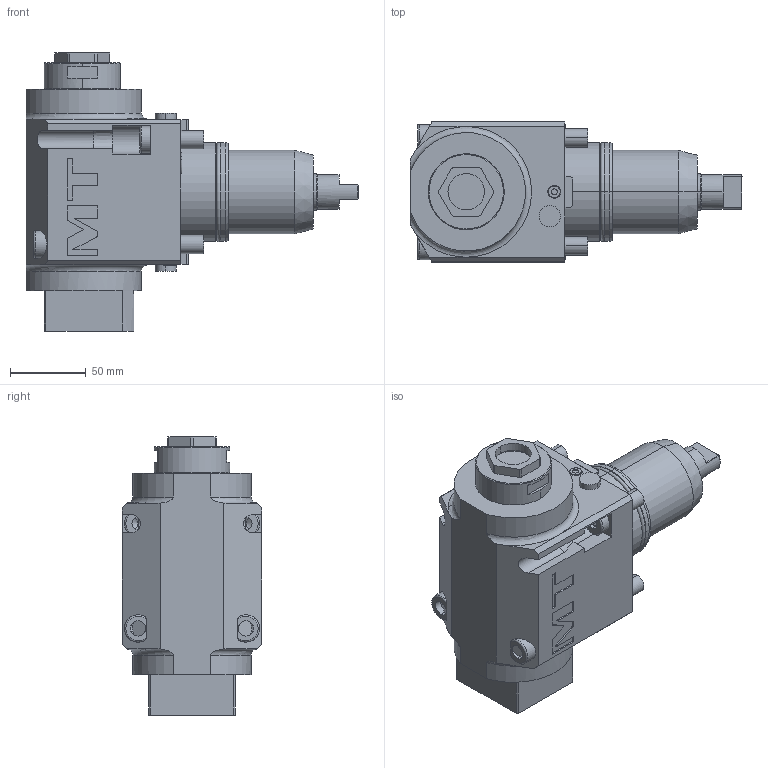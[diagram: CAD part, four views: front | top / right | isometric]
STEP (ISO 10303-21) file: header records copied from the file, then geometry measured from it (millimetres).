
FILE_DESCRIPTION((''),'2;1');
FILE_NAME('NKM0260232_CONF','2023-06-07T16:42:34',('smalpassi'),('M.T. srl'),'CREO PARAMETRIC BY PTC INC, 2021072','CREO PARAMETRIC BY PTC INC, 2021072','');
FILE_SCHEMA(('CONFIG_CONTROL_DESIGN'));
Length unit declared in the file: millimetre
Products named in the file (1): NKM0260232_CONF
Bounding box: 218.5 x 92 x 183.03 mm (x, y, z)
Volume: 1388971.6 mm3; surface area: 99869.2 mm2
Topology: 1 solids, 1 shells, 255 faces, 628 edges, 406 vertices
Faces by surface type: plane 143, cylinder 70, torus 18, cone 18, extrusion 4, bspline 2
Entity records: 8023 total; most frequent: CARTESIAN_POINT 1876, DIRECTION 1274, ORIENTED_EDGE 1248, EDGE_CURVE 624, AXIS2_PLACEMENT_3D 443, VERTEX_POINT 406, VECTOR 388, LINE 384
